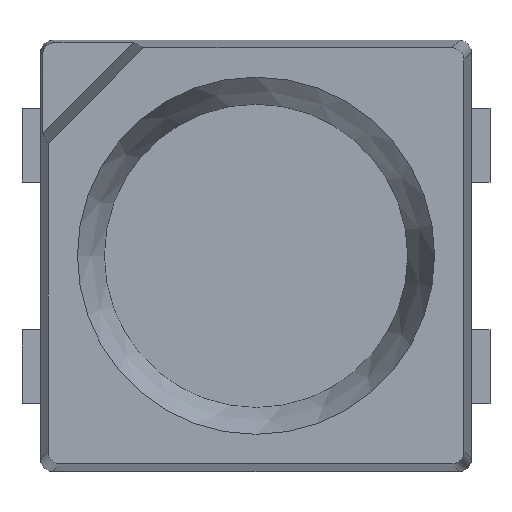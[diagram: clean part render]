
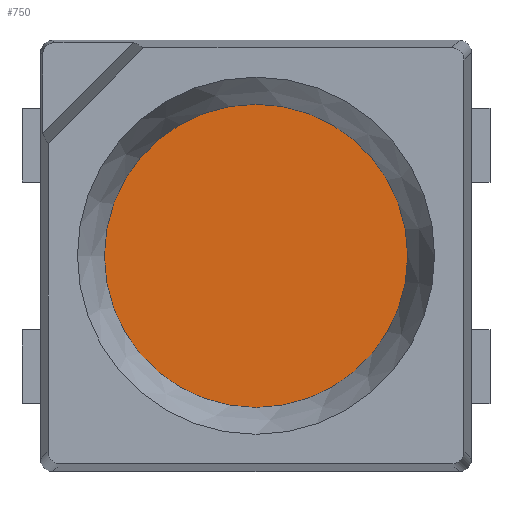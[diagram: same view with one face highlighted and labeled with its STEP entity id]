
A CAD part, top view. The second image highlights one B-rep face of the part: STEP entity #750.
In plain terms, the highlighted planar face has unit normal (0, 0, 1).
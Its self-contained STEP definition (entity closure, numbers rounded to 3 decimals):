
#35=CIRCLE('',#819,1.232);
#53=FACE_OUTER_BOUND('',#100,.T.);
#100=EDGE_LOOP('',(#527));
#340=VERTEX_POINT('',#1125);
#414=EDGE_CURVE('',#340,#340,#35,.T.);
#527=ORIENTED_EDGE('',*,*,#414,.T.);
#712=PLANE('',#820);
#750=ADVANCED_FACE('',(#53),#712,.T.);
#819=AXIS2_PLACEMENT_3D('',#1127,#907,#908);
#820=AXIS2_PLACEMENT_3D('',#1128,#909,#910);
#907=DIRECTION('center_axis',(0.,0.,1.));
#908=DIRECTION('ref_axis',(1.,0.,0.));
#909=DIRECTION('center_axis',(0.,0.,1.));
#910=DIRECTION('ref_axis',(1.,0.,0.));
#1125=CARTESIAN_POINT('',(-1.232,0.,0.9));
#1127=CARTESIAN_POINT('Origin',(0.,0.,0.9));
#1128=CARTESIAN_POINT('Origin',(0.,0.,0.9));
